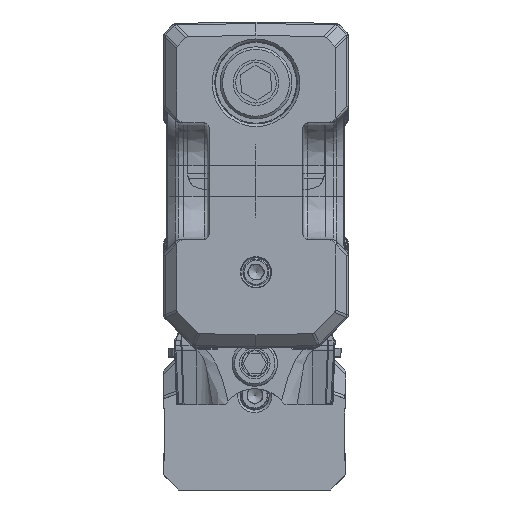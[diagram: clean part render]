
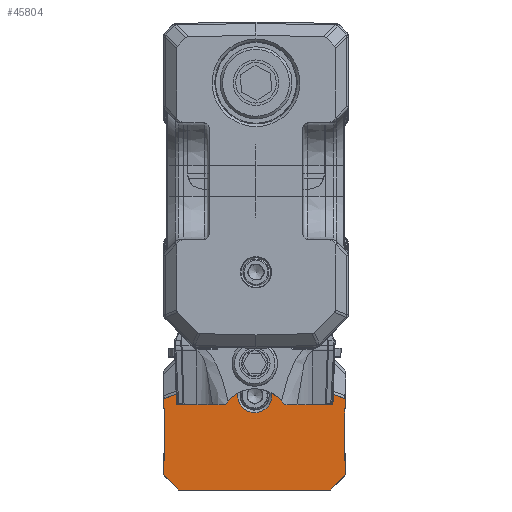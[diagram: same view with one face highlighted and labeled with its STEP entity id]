
A CAD part, front view. The second image highlights one B-rep face of the part: STEP entity #45804.
In plain terms, the highlighted planar face has unit normal (0, -1, 0).
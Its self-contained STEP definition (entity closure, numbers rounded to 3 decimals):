
#17305=PLANE('',#124012);
#18074=FACE_BOUND('',#57978,.T.);
#18075=FACE_BOUND('',#57979,.T.);
#30144=LINE('',#201633,#38521);
#30145=LINE('',#201635,#38522);
#30158=LINE('',#201671,#38535);
#30179=LINE('',#201733,#38556);
#30185=LINE('',#201755,#38562);
#30196=LINE('',#201783,#38573);
#30408=LINE('',#202852,#38785);
#30427=LINE('',#203013,#38804);
#30437=LINE('',#203037,#38814);
#31065=LINE('',#214659,#39515);
#31078=LINE('',#214688,#39528);
#31226=LINE('',#216369,#39676);
#31242=LINE('',#216453,#39692);
#31276=LINE('',#216610,#39726);
#31279=LINE('',#216616,#39729);
#31377=LINE('',#217283,#39827);
#31389=LINE('',#217313,#39839);
#31390=LINE('',#217316,#39840);
#38521=VECTOR('',#144184,1.);
#38522=VECTOR('',#144187,1.);
#38535=VECTOR('',#144214,1.);
#38556=VECTOR('',#144269,1.);
#38562=VECTOR('',#144289,1.);
#38573=VECTOR('',#144312,1.);
#38785=VECTOR('',#145254,1.);
#38804=VECTOR('',#145315,1.);
#38814=VECTOR('',#145335,1.);
#39515=VECTOR('',#148070,1.);
#39528=VECTOR('',#148097,1.);
#39676=VECTOR('',#148613,1.);
#39692=VECTOR('',#148695,1.);
#39726=VECTOR('',#148785,1.);
#39729=VECTOR('',#148792,1.);
#39827=VECTOR('',#149216,1.);
#39839=VECTOR('',#149264,1.);
#39840=VECTOR('',#149269,1.);
#45804=ADVANCED_FACE('',(#18074,#18075),#17305,.F.);
#57978=EDGE_LOOP('',(#86962,#86963,#86964,#86965,#86966,#86967,#86968,#86969,
#86970,#86971,#86972,#86973,#86974,#86975,#86976,#86977,#86978,#86979,#86980,
#86981,#86982,#86983));
#57979=EDGE_LOOP('',(#86984));
#86962=ORIENTED_EDGE('',*,*,#110080,.T.);
#86963=ORIENTED_EDGE('',*,*,#107175,.T.);
#86964=ORIENTED_EDGE('',*,*,#107176,.F.);
#86965=ORIENTED_EDGE('',*,*,#107194,.T.);
#86966=ORIENTED_EDGE('',*,*,#110079,.T.);
#86967=ORIENTED_EDGE('',*,*,#109828,.T.);
#86968=ORIENTED_EDGE('',*,*,#107762,.F.);
#86969=ORIENTED_EDGE('',*,*,#109895,.T.);
#86970=ORIENTED_EDGE('',*,*,#110067,.T.);
#86971=ORIENTED_EDGE('',*,*,#107249,.T.);
#86972=ORIENTED_EDGE('',*,*,#107235,.T.);
#86973=ORIENTED_EDGE('',*,*,#107224,.T.);
#86974=ORIENTED_EDGE('',*,*,#107749,.T.);
#86975=ORIENTED_EDGE('',*,*,#109898,.F.);
#86976=ORIENTED_EDGE('',*,*,#109546,.F.);
#86977=ORIENTED_EDGE('',*,*,#109548,.F.);
#86978=ORIENTED_EDGE('',*,*,#109957,.F.);
#86979=ORIENTED_EDGE('',*,*,#107700,.T.);
#86980=ORIENTED_EDGE('',*,*,#109959,.T.);
#86981=ORIENTED_EDGE('',*,*,#109853,.T.);
#86982=ORIENTED_EDGE('',*,*,#109852,.T.);
#86983=ORIENTED_EDGE('',*,*,#109533,.T.);
#86984=ORIENTED_EDGE('',*,*,#107476,.T.);
#94146=VERTEX_POINT('',#201630);
#94147=VERTEX_POINT('',#201632);
#94148=VERTEX_POINT('',#201636);
#94163=VERTEX_POINT('',#201670);
#94184=VERTEX_POINT('',#201727);
#94187=VERTEX_POINT('',#201732);
#94197=VERTEX_POINT('',#201756);
#94206=VERTEX_POINT('',#201780);
#94392=VERTEX_POINT('',#202344);
#94570=VERTEX_POINT('',#202851);
#94571=VERTEX_POINT('',#202853);
#94617=VERTEX_POINT('',#203012);
#94626=VERTEX_POINT('',#203036);
#94627=VERTEX_POINT('',#203038);
#95752=VERTEX_POINT('',#214658);
#95753=VERTEX_POINT('',#214660);
#95759=VERTEX_POINT('',#214681);
#95760=VERTEX_POINT('',#214683);
#95761=VERTEX_POINT('',#214687);
#95879=VERTEX_POINT('',#216367);
#95890=VERTEX_POINT('',#216450);
#95891=VERTEX_POINT('',#216454);
#95905=VERTEX_POINT('',#216609);
#107175=EDGE_CURVE('',#94146,#94147,#30144,.T.);
#107176=EDGE_CURVE('',#94148,#94147,#30145,.T.);
#107194=EDGE_CURVE('',#94148,#94163,#30158,.T.);
#107224=EDGE_CURVE('',#94184,#94187,#30179,.T.);
#107235=EDGE_CURVE('',#94197,#94184,#30185,.T.);
#107249=EDGE_CURVE('',#94206,#94197,#30196,.T.);
#107476=EDGE_CURVE('',#94392,#94392,#112425,.T.);
#107700=EDGE_CURVE('',#94571,#94570,#30408,.T.);
#107749=EDGE_CURVE('',#94187,#94617,#30427,.T.);
#107762=EDGE_CURVE('',#94626,#94627,#30437,.T.);
#109533=EDGE_CURVE('',#95753,#95752,#31065,.T.);
#109546=EDGE_CURVE('',#95760,#95759,#112985,.T.);
#109548=EDGE_CURVE('',#95761,#95760,#31078,.T.);
#109828=EDGE_CURVE('',#95879,#94627,#31226,.T.);
#109852=EDGE_CURVE('',#95890,#95753,#113019,.T.);
#109853=EDGE_CURVE('',#95891,#95890,#31242,.T.);
#109895=EDGE_CURVE('',#94626,#95905,#31276,.T.);
#109898=EDGE_CURVE('',#95759,#94617,#31279,.T.);
#109957=EDGE_CURVE('',#94571,#95761,#113035,.T.);
#109959=EDGE_CURVE('',#94570,#95891,#113036,.T.);
#110067=EDGE_CURVE('',#95905,#94206,#31377,.T.);
#110079=EDGE_CURVE('',#94163,#95879,#31389,.T.);
#110080=EDGE_CURVE('',#95752,#94146,#31390,.T.);
#112425=CIRCLE('',#122354,1.7);
#112985=CIRCLE('',#123579,0.8);
#113019=CIRCLE('',#123796,0.8);
#113035=CIRCLE('',#123888,0.8);
#113036=CIRCLE('',#123892,0.8);
#122354=AXIS2_PLACEMENT_3D('',#202343,#144789,#144790);
#123579=AXIS2_PLACEMENT_3D('',#214684,#148092,#148093);
#123796=AXIS2_PLACEMENT_3D('',#216451,#148691,#148692);
#123888=AXIS2_PLACEMENT_3D('',#216933,#148936,#148937);
#123892=AXIS2_PLACEMENT_3D('',#216938,#148945,#148946);
#124012=AXIS2_PLACEMENT_3D('',#217318,#149272,#149273);
#144184=DIRECTION('',(1.,0.,0.));
#144187=DIRECTION('',(0.,0.,1.));
#144214=DIRECTION('',(-1.,0.,0.));
#144269=DIRECTION('',(1.,0.,0.));
#144289=DIRECTION('',(0.,0.,1.));
#144312=DIRECTION('',(-1.,0.,0.));
#144789=DIRECTION('',(0.,1.,0.));
#144790=DIRECTION('',(-1.,0.,0.));
#145254=DIRECTION('',(-1.,0.,0.));
#145315=DIRECTION('',(0.,0.,1.));
#145335=DIRECTION('',(-1.,0.,0.));
#148070=DIRECTION('',(-0.94,0.,-0.342));
#148092=DIRECTION('',(0.,-1.,0.));
#148093=DIRECTION('',(-1.,0.,0.));
#148097=DIRECTION('',(-0.5,0.,-0.866));
#148613=DIRECTION('',(0.707,0.,-0.707));
#148691=DIRECTION('',(0.,1.,0.));
#148692=DIRECTION('',(-1.,0.,0.));
#148695=DIRECTION('',(0.5,0.,-0.866));
#148785=DIRECTION('',(0.707,0.,0.707));
#148792=DIRECTION('',(0.94,0.,-0.342));
#148936=DIRECTION('',(0.,1.,0.));
#148937=DIRECTION('',(-1.,0.,0.));
#148945=DIRECTION('',(0.,-1.,0.));
#148946=DIRECTION('',(-1.,0.,0.));
#149216=DIRECTION('',(0.,0.,1.));
#149264=DIRECTION('',(0.,0.,-1.));
#149269=DIRECTION('',(0.,0.,-1.));
#149272=DIRECTION('',(0.,1.,0.));
#149273=DIRECTION('',(0.,0.,1.));
#201630=CARTESIAN_POINT('',(-9.,562.5,-38.2));
#201632=CARTESIAN_POINT('',(-8.885,562.5,-38.2));
#201633=CARTESIAN_POINT('',(0.,562.5,-38.2));
#201635=CARTESIAN_POINT('',(-8.885,562.5,-46.2));
#201636=CARTESIAN_POINT('',(-8.885,562.5,-43.285));
#201670=CARTESIAN_POINT('',(-9.,562.5,-43.285));
#201671=CARTESIAN_POINT('',(0.,562.5,-43.285));
#201727=CARTESIAN_POINT('',(8.885,562.5,-38.2));
#201732=CARTESIAN_POINT('',(9.,562.5,-38.2));
#201733=CARTESIAN_POINT('',(0.,562.5,-38.2));
#201755=CARTESIAN_POINT('',(8.885,562.5,-46.2));
#201756=CARTESIAN_POINT('',(8.885,562.5,-43.285));
#201780=CARTESIAN_POINT('',(9.,562.5,-43.285));
#201783=CARTESIAN_POINT('',(0.,562.5,-43.285));
#202343=CARTESIAN_POINT('',(0.,562.5,-36.874));
#202344=CARTESIAN_POINT('',(-1.7,562.5,-36.874));
#202851=CARTESIAN_POINT('',(-5.922,562.5,-33.2));
#202852=CARTESIAN_POINT('',(0.,562.5,-33.2));
#202853=CARTESIAN_POINT('',(5.922,562.5,-33.2));
#203012=CARTESIAN_POINT('',(9.,562.5,-37.2));
#203013=CARTESIAN_POINT('',(9.,562.5,-46.2));
#203036=CARTESIAN_POINT('',(7.5,562.5,-46.2));
#203037=CARTESIAN_POINT('',(0.,562.5,-46.2));
#203038=CARTESIAN_POINT('',(-7.5,562.5,-46.2));
#214658=CARTESIAN_POINT('',(-9.,562.5,-37.2));
#214659=CARTESIAN_POINT('',(-3.945,562.5,-35.36));
#214660=CARTESIAN_POINT('',(-5.922,562.5,-36.08));
#214681=CARTESIAN_POINT('',(5.922,562.5,-36.08));
#214683=CARTESIAN_POINT('',(5.502,562.5,-34.928));
#214684=CARTESIAN_POINT('',(6.195,562.5,-35.328));
#214687=CARTESIAN_POINT('',(5.985,562.5,-34.092));
#214688=CARTESIAN_POINT('',(-0.754,562.5,-45.765));
#216367=CARTESIAN_POINT('',(-9.,562.5,-44.7));
#216369=CARTESIAN_POINT('',(-3.75,562.5,-49.95));
#216450=CARTESIAN_POINT('',(-5.502,562.5,-34.928));
#216451=CARTESIAN_POINT('',(-6.195,562.5,-35.328));
#216453=CARTESIAN_POINT('',(0.754,562.5,-45.765));
#216454=CARTESIAN_POINT('',(-5.985,562.5,-34.092));
#216609=CARTESIAN_POINT('',(9.,562.5,-44.7));
#216610=CARTESIAN_POINT('',(3.75,562.5,-49.95));
#216616=CARTESIAN_POINT('',(3.945,562.5,-35.36));
#216933=CARTESIAN_POINT('',(5.292,562.5,-33.692));
#216938=CARTESIAN_POINT('',(-5.292,562.5,-33.692));
#217283=CARTESIAN_POINT('',(9.,562.5,-46.2));
#217313=CARTESIAN_POINT('',(-9.,562.5,-46.2));
#217316=CARTESIAN_POINT('',(-9.,562.5,-46.2));
#217318=CARTESIAN_POINT('',(0.,562.5,-46.2));
